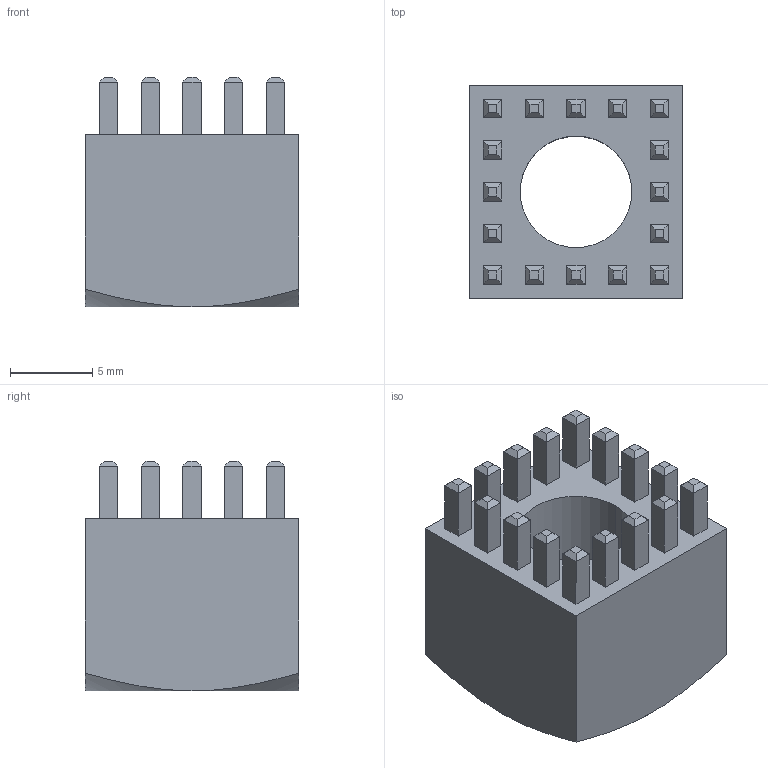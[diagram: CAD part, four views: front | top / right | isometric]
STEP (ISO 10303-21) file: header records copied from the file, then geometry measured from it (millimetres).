
FILE_DESCRIPTION (( 'STEP AP203' ), '1' );
FILE_NAME ('94923-B.STEP', '2013-12-17T19:25:26', ( 'Hajo' ), ( 'Microsoft' ), 'SwSTEP 2.0', 'SolidWorks 2011', '' );
FILE_SCHEMA (( 'CONFIG_CONTROL_DESIGN' ));
Length unit declared in the file: millimetre
Products named in the file (1): 94923-B
Bounding box: 13 x 13 x 14 mm (x, y, z)
Volume: 1450.1 mm3; surface area: 1256.5 mm2
Topology: 1 solids, 1 shells, 156 faces, 346 edges, 208 vertices
Faces by surface type: plane 150, cone 4, cylinder 2
Entity records: 4247 total; most frequent: CARTESIAN_POINT 759, ORIENTED_EDGE 692, DIRECTION 660, EDGE_CURVE 346, VECTOR 330, LINE 330, VERTEX_POINT 208, EDGE_LOOP 174
